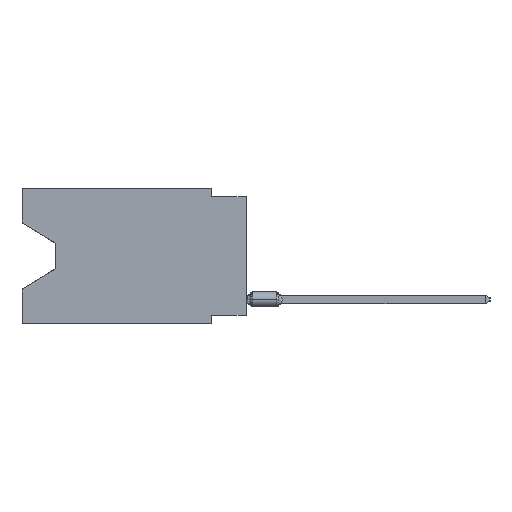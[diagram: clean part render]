
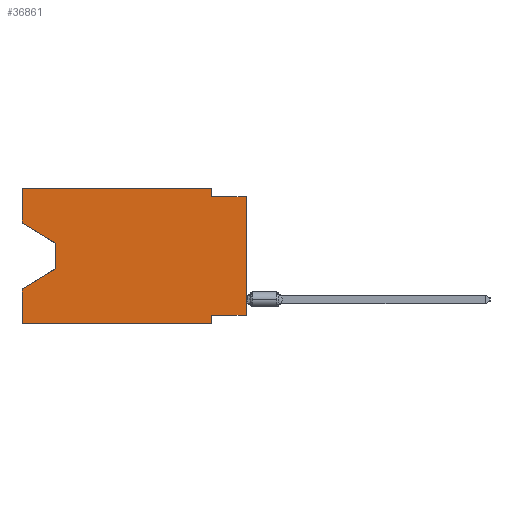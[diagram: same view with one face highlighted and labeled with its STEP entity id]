
A CAD part, left-side view. The second image highlights one B-rep face of the part: STEP entity #36861.
In plain terms, the highlighted planar face has unit normal (-1, 0, 0).
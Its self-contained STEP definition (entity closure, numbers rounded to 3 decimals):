
#44 = VECTOR ( 'NONE', #34881, 1000. ) ;
#1004 = EDGE_CURVE ( 'NONE', #13012, #21750, #34950, .T. ) ;
#1671 = EDGE_CURVE ( 'NONE', #37126, #25675, #62847, .T. ) ;
#1969 = EDGE_CURVE ( 'NONE', #22560, #47122, #58463, .T. ) ;
#2443 = DIRECTION ( 'NONE',  ( 1., 0., 0. ) ) ;
#3066 = AXIS2_PLACEMENT_3D ( 'NONE', #42591, #2443, #53138 ) ;
#6946 = CARTESIAN_POINT ( 'NONE',  ( 0., 13.97, -4.013 ) ) ;
#8087 = LINE ( 'NONE', #28931, #62090 ) ;
#8142 = CARTESIAN_POINT ( 'NONE',  ( 0., 16.383, -9.906 ) ) ;
#8207 = EDGE_CURVE ( 'NONE', #30587, #22560, #52940, .T. ) ;
#8228 = DIRECTION ( 'NONE',  ( 0., 1., 0. ) ) ;
#8906 = ORIENTED_EDGE ( 'NONE', *, *, #49039, .T. ) ;
#10079 = VECTOR ( 'NONE', #50659, 1000. ) ;
#10689 = EDGE_CURVE ( 'NONE', #14452, #37126, #32866, .T. ) ;
#11207 = VECTOR ( 'NONE', #42367, 1000. ) ;
#11457 = PLANE ( 'NONE',  #3066 ) ;
#11630 = DIRECTION ( 'NONE',  ( 0., -1., 0. ) ) ;
#12241 = DIRECTION ( 'NONE',  ( 0., -1., 0. ) ) ;
#13012 = VERTEX_POINT ( 'NONE', #8142 ) ;
#13680 = CARTESIAN_POINT ( 'NONE',  ( 0., 0., -9.271 ) ) ;
#14452 = VERTEX_POINT ( 'NONE', #6946 ) ;
#14563 = LINE ( 'NONE', #46707, #42046 ) ;
#14854 = CARTESIAN_POINT ( 'NONE',  ( 0., 2.54, -0.635 ) ) ;
#16065 = ORIENTED_EDGE ( 'NONE', *, *, #46405, .T. ) ;
#16787 = CARTESIAN_POINT ( 'NONE',  ( 0., 2.54, 0. ) ) ;
#16931 = VERTEX_POINT ( 'NONE', #52944 ) ;
#18257 = LINE ( 'NONE', #39121, #63594 ) ;
#18636 = LINE ( 'NONE', #29557, #35445 ) ;
#19454 = CARTESIAN_POINT ( 'NONE',  ( 0., 16.383, 0. ) ) ;
#20290 = VECTOR ( 'NONE', #45798, 1000. ) ;
#21750 = VERTEX_POINT ( 'NONE', #54325 ) ;
#21829 = ORIENTED_EDGE ( 'NONE', *, *, #1671, .T. ) ;
#22508 = ORIENTED_EDGE ( 'NONE', *, *, #38362, .F. ) ;
#22560 = VERTEX_POINT ( 'NONE', #61726 ) ;
#24909 = CARTESIAN_POINT ( 'NONE',  ( 0., 16.383, 0. ) ) ;
#25675 = VERTEX_POINT ( 'NONE', #36105 ) ;
#26321 = ORIENTED_EDGE ( 'NONE', *, *, #8207, .F. ) ;
#26686 = LINE ( 'NONE', #58770, #33115 ) ;
#26757 = VERTEX_POINT ( 'NONE', #28279 ) ;
#27614 = VERTEX_POINT ( 'NONE', #42263 ) ;
#27646 = VECTOR ( 'NONE', #42450, 1000. ) ;
#28279 = CARTESIAN_POINT ( 'NONE',  ( 0., 0., -0.635 ) ) ;
#28931 = CARTESIAN_POINT ( 'NONE',  ( 0., 2.54, -9.906 ) ) ;
#29557 = CARTESIAN_POINT ( 'NONE',  ( 0., 16.383, -2.546 ) ) ;
#30587 = VERTEX_POINT ( 'NONE', #19454 ) ;
#31175 = EDGE_CURVE ( 'NONE', #47122, #26757, #26686, .T. ) ;
#31483 = CARTESIAN_POINT ( 'NONE',  ( 0., 13.97, -5.893 ) ) ;
#32866 = LINE ( 'NONE', #38334, #44 ) ;
#33115 = VECTOR ( 'NONE', #11630, 1000. ) ;
#33292 = VERTEX_POINT ( 'NONE', #63497 ) ;
#34213 = LINE ( 'NONE', #13680, #45406 ) ;
#34881 = DIRECTION ( 'NONE',  ( 0., 0., -1. ) ) ;
#34950 = LINE ( 'NONE', #55766, #10079 ) ;
#35445 = VECTOR ( 'NONE', #39504, 1000. ) ;
#35492 = EDGE_CURVE ( 'NONE', #13012, #25675, #50884, .T. ) ;
#36075 = ORIENTED_EDGE ( 'NONE', *, *, #57722, .F. ) ;
#36105 = CARTESIAN_POINT ( 'NONE',  ( 0., 16.383, -7.36 ) ) ;
#36861 = ADVANCED_FACE ( 'NONE', ( #39047 ), #11457, .F. ) ;
#37126 = VERTEX_POINT ( 'NONE', #31483 ) ;
#38334 = CARTESIAN_POINT ( 'NONE',  ( 0., 13.97, -4.013 ) ) ;
#38362 = EDGE_CURVE ( 'NONE', #16931, #21750, #8087, .T. ) ;
#39047 = FACE_OUTER_BOUND ( 'NONE', #47453, .T. ) ;
#39121 = CARTESIAN_POINT ( 'NONE',  ( 0., 0., 0. ) ) ;
#39504 = DIRECTION ( 'NONE',  ( 0., -0.855, -0.519 ) ) ;
#41237 = DIRECTION ( 'NONE',  ( 0., 0., 1. ) ) ;
#42046 = VECTOR ( 'NONE', #41237, 1000. ) ;
#42263 = CARTESIAN_POINT ( 'NONE',  ( 0., 0., -9.271 ) ) ;
#42367 = DIRECTION ( 'NONE',  ( 0., 0.855, -0.519 ) ) ;
#42450 = DIRECTION ( 'NONE',  ( 0., 0., -1. ) ) ;
#42591 = CARTESIAN_POINT ( 'NONE',  ( 0., 16.383, 0. ) ) ;
#43055 = CARTESIAN_POINT ( 'NONE',  ( 0., 16.383, 0. ) ) ;
#43279 = ORIENTED_EDGE ( 'NONE', *, *, #1004, .T. ) ;
#44416 = ORIENTED_EDGE ( 'NONE', *, *, #49888, .F. ) ;
#44562 = VECTOR ( 'NONE', #12241, 1000. ) ;
#44770 = ORIENTED_EDGE ( 'NONE', *, *, #31175, .F. ) ;
#45406 = VECTOR ( 'NONE', #8228, 1000. ) ;
#45798 = DIRECTION ( 'NONE',  ( 0., 0., 1. ) ) ;
#46405 = EDGE_CURVE ( 'NONE', #27614, #26757, #18257, .T. ) ;
#46707 = CARTESIAN_POINT ( 'NONE',  ( 0., 16.383, 0. ) ) ;
#47122 = VERTEX_POINT ( 'NONE', #14854 ) ;
#47453 = EDGE_LOOP ( 'NONE', ( #8906, #64813, #21829, #60447, #43279, #22508, #44416, #16065, #44770, #51596, #26321, #36075 ) ) ;
#49039 = EDGE_CURVE ( 'NONE', #33292, #14452, #18636, .T. ) ;
#49888 = EDGE_CURVE ( 'NONE', #27614, #16931, #34213, .T. ) ;
#50659 = DIRECTION ( 'NONE',  ( 0., -1., 0. ) ) ;
#50884 = LINE ( 'NONE', #24909, #20290 ) ;
#51596 = ORIENTED_EDGE ( 'NONE', *, *, #1969, .F. ) ;
#52940 = LINE ( 'NONE', #43055, #44562 ) ;
#52944 = CARTESIAN_POINT ( 'NONE',  ( 0., 2.54, -9.271 ) ) ;
#53138 = DIRECTION ( 'NONE',  ( 0., 0., -1. ) ) ;
#53260 = CARTESIAN_POINT ( 'NONE',  ( 0., 13.97, -5.893 ) ) ;
#54325 = CARTESIAN_POINT ( 'NONE',  ( 0., 2.54, -9.906 ) ) ;
#54469 = DIRECTION ( 'NONE',  ( 0., 0., 1. ) ) ;
#55766 = CARTESIAN_POINT ( 'NONE',  ( 0., 16.383, -9.906 ) ) ;
#57722 = EDGE_CURVE ( 'NONE', #33292, #30587, #14563, .T. ) ;
#58463 = LINE ( 'NONE', #16787, #27646 ) ;
#58770 = CARTESIAN_POINT ( 'NONE',  ( 0., 0., -0.635 ) ) ;
#59348 = DIRECTION ( 'NONE',  ( 0., 0., -1. ) ) ;
#60447 = ORIENTED_EDGE ( 'NONE', *, *, #35492, .F. ) ;
#61726 = CARTESIAN_POINT ( 'NONE',  ( 0., 2.54, 0. ) ) ;
#62090 = VECTOR ( 'NONE', #59348, 1000. ) ;
#62847 = LINE ( 'NONE', #53260, #11207 ) ;
#63497 = CARTESIAN_POINT ( 'NONE',  ( 0., 16.383, -2.546 ) ) ;
#63594 = VECTOR ( 'NONE', #54469, 1000. ) ;
#64813 = ORIENTED_EDGE ( 'NONE', *, *, #10689, .T. ) ;
